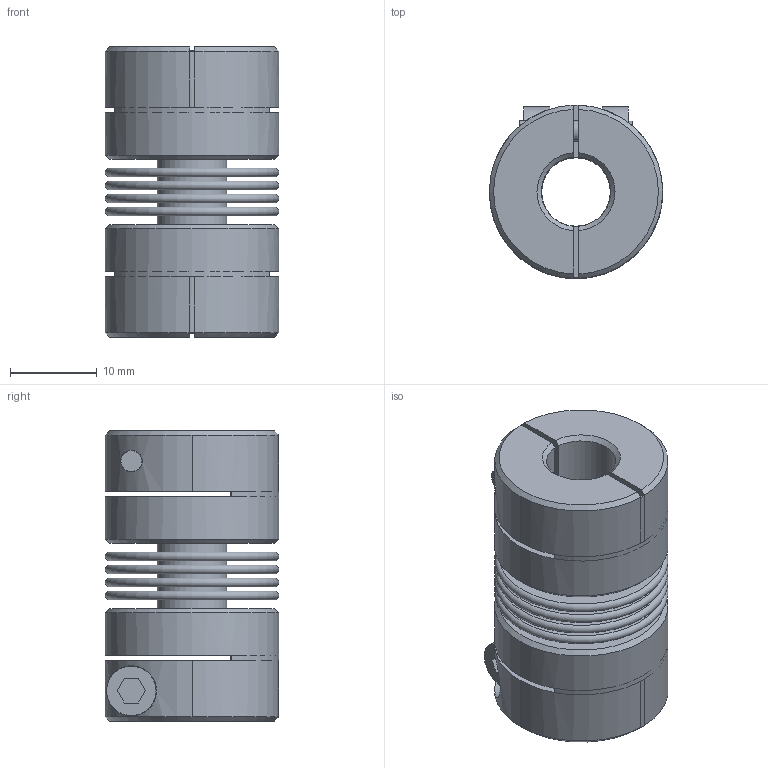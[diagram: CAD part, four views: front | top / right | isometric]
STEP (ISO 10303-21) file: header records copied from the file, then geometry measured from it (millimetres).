
FILE_DESCRIPTION(/* description */ (''),/* implementation_level */ '2;1');
FILE_NAME(/* name */ '10253.stp',/* time_stamp */ '2023-09-29T15:59:00+03:00',/* author */ ('Рекина Арина'),/* organization */ (''),/* preprocessor_version */ 'ST-DEVELOPER v18',/* originating_system */ 'Autodesk Inventor 2020',/* authorisation */ '');
FILE_SCHEMA (('AUTOMOTIVE_DESIGN { 1 0 10303 214 3 1 1 }'));
Length unit declared in the file: millimetre
Products named in the file (1): 10253
Bounding box: 20 x 20 x 33.5 mm (x, y, z)
Volume: 7371 mm3; surface area: 7577 mm2
Topology: 3 solids, 3 shells, 100 faces, 263 edges, 185 vertices
Faces by surface type: plane 60, cylinder 28, cone 8, torus 4
Full cylindrical faces by diameter (mm): 2.4 x2, 2.5 x4, 5.7 x2, 7.9 x1, 8 x7, 20 x2
Entity records: 3444 total; most frequent: CARTESIAN_POINT 735, DIRECTION 564, ORIENTED_EDGE 526, EDGE_CURVE 263, AXIS2_PLACEMENT_3D 228, VERTEX_POINT 185, CIRCLE 127, EDGE_LOOP 126
